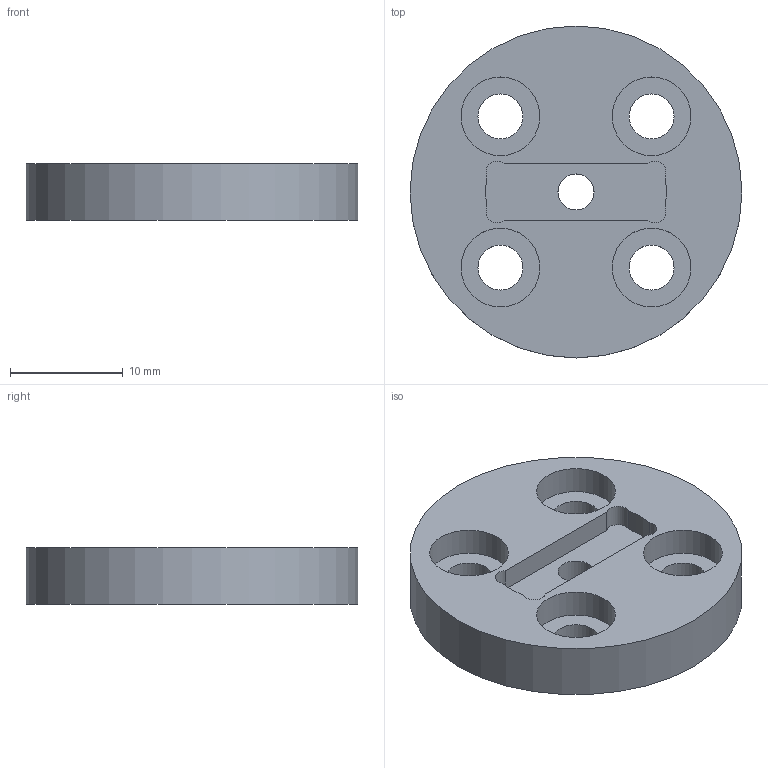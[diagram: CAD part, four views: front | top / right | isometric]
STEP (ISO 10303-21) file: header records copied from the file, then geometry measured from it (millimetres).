
FILE_DESCRIPTION(/* description */ (''),/* implementation_level */ '2;1');
FILE_NAME(/* name */ 'CrossRollerBearingInnerFlange.stp',/* time_stamp */ '2024-04-11T15:28:05+09:00',/* author */ ('Masato Kubotera'),/* organization */ (''),/* preprocessor_version */ 'ST-DEVELOPER v20',/* originating_system */ 'Autodesk Inventor 2024',/* authorisation */ '');
FILE_SCHEMA (('AUTOMOTIVE_DESIGN { 1 0 10303 214 3 1 1 }'));
Length unit declared in the file: millimetre
Products named in the file (1): CrossRollerBearingInnerFlange
Bounding box: 29.5 x 29.5 x 5 mm (x, y, z)
Volume: 2720.7 mm3; surface area: 2172.5 mm2
Topology: 1 solids, 1 shells, 25 faces, 54 edges, 36 vertices
Faces by surface type: cylinder 16, plane 9
Full cylindrical faces by diameter (mm): 3.2 x1, 4 x4, 7 x4, 29.5 x1
Entity records: 763 total; most frequent: DIRECTION 138, CARTESIAN_POINT 116, ORIENTED_EDGE 108, AXIS2_PLACEMENT_3D 58, EDGE_CURVE 54, EDGE_LOOP 40, VERTEX_POINT 36, CIRCLE 32
